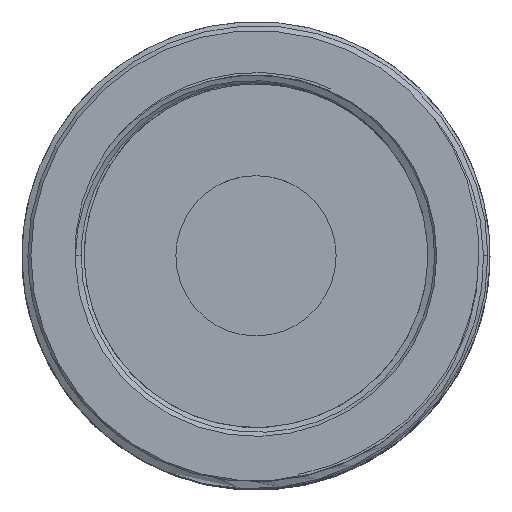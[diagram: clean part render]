
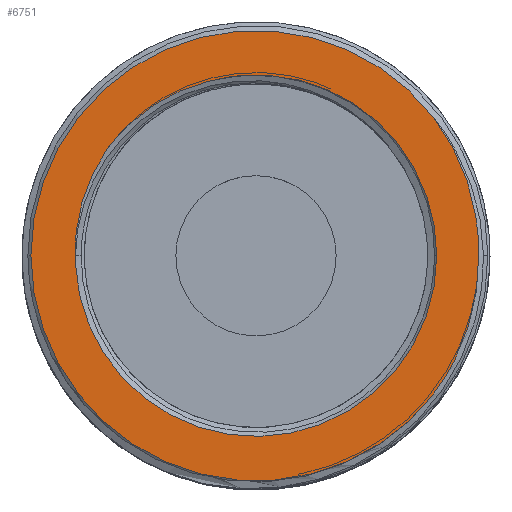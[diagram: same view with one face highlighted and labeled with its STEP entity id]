
A CAD part, top view. The second image highlights one B-rep face of the part: STEP entity #6751.
In plain terms, the highlighted planar face has unit normal (0, 0, 1).
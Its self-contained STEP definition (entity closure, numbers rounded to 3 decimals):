
#1193 = AXIS2_PLACEMENT_3D ( 'NONE', #1201, #1248, #1247 ) ;
#1194 = CIRCLE ( 'NONE', #1193, 10.152 ) ;
#1199 = CARTESIAN_POINT ( 'NONE',  ( -11.222, -0.113, 6.853 ) ) ;
#1201 = CARTESIAN_POINT ( 'NONE',  ( -1.079, 0.325, 6.853 ) ) ;
#1246 = CARTESIAN_POINT ( 'NONE',  ( 9.073, 0.325, 6.853 ) ) ;
#1247 = DIRECTION ( 'NONE',  ( 1., 0., 0. ) ) ;
#1248 = DIRECTION ( 'NONE',  ( 0., 0., -1. ) ) ;
#1283 = CARTESIAN_POINT ( 'NONE',  ( -3.741, 10.121, 6.853 ) ) ;
#1558 = CIRCLE ( 'NONE', #1610, 10.152 ) ;
#1607 = DIRECTION ( 'NONE',  ( 1., 0., 0. ) ) ;
#1608 = DIRECTION ( 'NONE',  ( 0., 0., -1. ) ) ;
#1609 = CARTESIAN_POINT ( 'NONE',  ( -1.079, 0.325, 6.853 ) ) ;
#1610 = AXIS2_PLACEMENT_3D ( 'NONE', #1609, #1608, #1607 ) ;
#1614 = CARTESIAN_POINT ( 'NONE',  ( 8.895, -7.446, 6.853 ) ) ;
#1615 = DIRECTION ( 'NONE',  ( 1., 0., 0. ) ) ;
#1616 = DIRECTION ( 'NONE',  ( 0., 0., 1. ) ) ;
#1617 = CARTESIAN_POINT ( 'NONE',  ( -1.079, 0.325, 6.853 ) ) ;
#1618 = AXIS2_PLACEMENT_3D ( 'NONE', #1617, #1616, #1615 ) ;
#1619 = CIRCLE ( 'NONE', #1618, 12.645 ) ;
#1746 = CARTESIAN_POINT ( 'NONE',  ( 8.895, 8.095, 6.853 ) ) ;
#1799 = DIRECTION ( 'NONE',  ( 1., 0., 0. ) ) ;
#1800 = DIRECTION ( 'NONE',  ( 0., 0., 1. ) ) ;
#1801 = CARTESIAN_POINT ( 'NONE',  ( -1.079, 0.325, 6.853 ) ) ;
#1802 = AXIS2_PLACEMENT_3D ( 'NONE', #1801, #1800, #1799 ) ;
#1803 = CIRCLE ( 'NONE', #1802, 12.645 ) ;
#1805 = CARTESIAN_POINT ( 'NONE',  ( -13.724, 0.325, 6.853 ) ) ;
#2924 = CARTESIAN_POINT ( 'NONE',  ( 8.895, -7.446, 6.853 ) ) ;
#2925 = CARTESIAN_POINT ( 'NONE',  ( 9.31, -6.895, 6.853 ) ) ;
#2926 = CARTESIAN_POINT ( 'NONE',  ( 9.679, -6.312, 6.853 ) ) ;
#2927 = CARTESIAN_POINT ( 'NONE',  ( 10.162, -5.386, 6.853 ) ) ;
#2928 = CARTESIAN_POINT ( 'NONE',  ( 10.311, -5.069, 6.853 ) ) ;
#2929 = CARTESIAN_POINT ( 'NONE',  ( 10.58, -4.429, 6.853 ) ) ;
#2930 = CARTESIAN_POINT ( 'NONE',  ( 10.701, -4.105, 6.853 ) ) ;
#2931 = CARTESIAN_POINT ( 'NONE',  ( 11.022, -3.121, 6.853 ) ) ;
#2932 = CARTESIAN_POINT ( 'NONE',  ( 11.182, -2.45, 6.853 ) ) ;
#2933 = CARTESIAN_POINT ( 'NONE',  ( 11.34, -1.419, 6.853 ) ) ;
#2934 = CARTESIAN_POINT ( 'NONE',  ( 11.378, -1.07, 6.853 ) ) ;
#2935 = CARTESIAN_POINT ( 'NONE',  ( 11.426, -0.374, 6.853 ) ) ;
#2936 = CARTESIAN_POINT ( 'NONE',  ( 11.435, -0.025, 6.853 ) ) ;
#2937 = CARTESIAN_POINT ( 'NONE',  ( 11.43, 0.325, 6.853 ) ) ;
#2941 = B_SPLINE_CURVE_WITH_KNOTS ( 'NONE', 3,
 ( #2937, #2936, #2935, #2934, #2933, #2932, #2931, #2930, #2929, #2928, #2927, #2926, #2925, #2924 ),
 .UNSPECIFIED., .F., .F.,
 ( 4, 2, 2, 2, 2, 2, 4 ),
 ( 0., 0.001, 0.002, 0.004, 0.005, 0.006, 0.008 ),
 .UNSPECIFIED. ) ;
#4285 = FACE_OUTER_BOUND ( 'NONE', #6808, .T. ) ;
#4287 = FACE_BOUND ( 'NONE', #6752, .T. ) ;
#4356 = DIRECTION ( 'NONE',  ( 1., 0., 0. ) ) ;
#4357 = DIRECTION ( 'NONE',  ( 0., 0., 1. ) ) ;
#4358 = CARTESIAN_POINT ( 'NONE',  ( -1.079, 0.325, 6.853 ) ) ;
#4359 = AXIS2_PLACEMENT_3D ( 'NONE', #4358, #4357, #4356 ) ;
#4361 = PLANE ( 'NONE',  #4359 ) ;
#4402 = CARTESIAN_POINT ( 'NONE',  ( 11.43, 0.325, 6.853 ) ) ;
#5140 = CARTESIAN_POINT ( 'NONE',  ( -9.429, 6.333, 6.853 ) ) ;
#5146 = CARTESIAN_POINT ( 'NONE',  ( 11.43, 0.325, 6.853 ) ) ;
#5147 = CARTESIAN_POINT ( 'NONE',  ( 11.44, 1.026, 6.853 ) ) ;
#5148 = CARTESIAN_POINT ( 'NONE',  ( 11.392, 1.717, 6.853 ) ) ;
#5149 = CARTESIAN_POINT ( 'NONE',  ( 11.186, 3.081, 6.853 ) ) ;
#5150 = CARTESIAN_POINT ( 'NONE',  ( 11.027, 3.753, 6.853 ) ) ;
#5151 = CARTESIAN_POINT ( 'NONE',  ( 10.704, 4.746, 6.853 ) ) ;
#5152 = CARTESIAN_POINT ( 'NONE',  ( 10.581, 5.076, 6.853 ) ) ;
#5153 = CARTESIAN_POINT ( 'NONE',  ( 10.311, 5.719, 6.853 ) ) ;
#5154 = CARTESIAN_POINT ( 'NONE',  ( 10.163, 6.033, 6.853 ) ) ;
#5155 = CARTESIAN_POINT ( 'NONE',  ( 9.683, 6.954, 6.853 ) ) ;
#5156 = CARTESIAN_POINT ( 'NONE',  ( 9.314, 7.539, 6.853 ) ) ;
#5157 = CARTESIAN_POINT ( 'NONE',  ( 8.895, 8.095, 6.853 ) ) ;
#5158 = B_SPLINE_CURVE_WITH_KNOTS ( 'NONE', 3,
 ( #5157, #5156, #5155, #5154, #5153, #5152, #5151, #5150, #5149, #5148, #5147, #5146 ),
 .UNSPECIFIED., .F., .F.,
 ( 4, 2, 2, 2, 2, 4 ),
 ( 0.011, 0.013, 0.014, 0.015, 0.017, 0.019 ),
 .UNSPECIFIED. ) ;
#5633 = CARTESIAN_POINT ( 'NONE',  ( -9.429, 6.333, 6.853 ) ) ;
#5634 = CARTESIAN_POINT ( 'NONE',  ( -9.078, 6.801, 6.853 ) ) ;
#5635 = CARTESIAN_POINT ( 'NONE',  ( -8.691, 7.234, 6.853 ) ) ;
#5636 = CARTESIAN_POINT ( 'NONE',  ( -8.06, 7.83, 6.853 ) ) ;
#5637 = CARTESIAN_POINT ( 'NONE',  ( -7.841, 8.021, 6.853 ) ) ;
#5638 = CARTESIAN_POINT ( 'NONE',  ( -7.386, 8.383, 6.853 ) ) ;
#5639 = CARTESIAN_POINT ( 'NONE',  ( -7.149, 8.557, 6.853 ) ) ;
#5640 = CARTESIAN_POINT ( 'NONE',  ( -6.423, 9.041, 6.853 ) ) ;
#5641 = CARTESIAN_POINT ( 'NONE',  ( -5.664, 9.459, 6.853 ) ) ;
#5642 = CARTESIAN_POINT ( 'NONE',  ( -4.855, 9.778, 6.853 ) ) ;
#5643 = CARTESIAN_POINT ( 'NONE',  ( -4.305, 9.967, 6.853 ) ) ;
#5644 = CARTESIAN_POINT ( 'NONE',  ( -4.023, 10.051, 6.853 ) ) ;
#5645 = CARTESIAN_POINT ( 'NONE',  ( -3.741, 10.121, 6.853 ) ) ;
#5651 = B_SPLINE_CURVE_WITH_KNOTS ( 'NONE', 3,
 ( #5645, #5644, #5643, #5642, #5641, #5640, #5639, #5638, #5637, #5636, #5635, #5634, #5633 ),
 .UNSPECIFIED., .F., .F.,
 ( 4, 2, 1, 2, 2, 2, 4 ),
 ( 0.025, 0.025, 0.026, 0.028, 0.029, 0.03, 0.032 ),
 .UNSPECIFIED. ) ;
#5966 = CARTESIAN_POINT ( 'NONE',  ( -11.222, -0.113, 6.853 ) ) ;
#5967 = CARTESIAN_POINT ( 'NONE',  ( -11.257, 0.45, 6.853 ) ) ;
#5968 = CARTESIAN_POINT ( 'NONE',  ( -11.244, 1.015, 6.853 ) ) ;
#5969 = CARTESIAN_POINT ( 'NONE',  ( -11.155, 1.865, 6.853 ) ) ;
#5970 = CARTESIAN_POINT ( 'NONE',  ( -11.113, 2.149, 6.853 ) ) ;
#5971 = CARTESIAN_POINT ( 'NONE',  ( -11.007, 2.707, 6.853 ) ) ;
#5972 = CARTESIAN_POINT ( 'NONE',  ( -10.943, 2.982, 6.853 ) ) ;
#5973 = CARTESIAN_POINT ( 'NONE',  ( -10.716, 3.799, 6.853 ) ) ;
#5974 = CARTESIAN_POINT ( 'NONE',  ( -10.521, 4.33, 6.853 ) ) ;
#5975 = CARTESIAN_POINT ( 'NONE',  ( -10.038, 5.366, 6.853 ) ) ;
#5976 = CARTESIAN_POINT ( 'NONE',  ( -9.754, 5.862, 6.853 ) ) ;
#5977 = CARTESIAN_POINT ( 'NONE',  ( -9.429, 6.333, 6.853 ) ) ;
#5981 = B_SPLINE_CURVE_WITH_KNOTS ( 'NONE', 3,
 ( #5977, #5976, #5975, #5974, #5973, #5972, #5971, #5970, #5969, #5968, #5967, #5966 ),
 .UNSPECIFIED., .F., .F.,
 ( 4, 2, 2, 2, 2, 4 ),
 ( 0., 0.002, 0.003, 0.004, 0.005, 0.007 ),
 .UNSPECIFIED. ) ;
#6598 = VERTEX_POINT ( 'NONE', #1199 ) ;
#6600 = EDGE_CURVE ( 'NONE', #6601, #6598, #1194, .T. ) ;
#6601 = VERTEX_POINT ( 'NONE', #1246 ) ;
#6608 = VERTEX_POINT ( 'NONE', #1283 ) ;
#6659 = EDGE_CURVE ( 'NONE', #6608, #6601, #1558, .T. ) ;
#6668 = EDGE_CURVE ( 'NONE', #6691, #6669, #1619, .T. ) ;
#6669 = VERTEX_POINT ( 'NONE', #1614 ) ;
#6682 = VERTEX_POINT ( 'NONE', #1746 ) ;
#6691 = VERTEX_POINT ( 'NONE', #1805 ) ;
#6693 = EDGE_CURVE ( 'NONE', #6682, #6691, #1803, .T. ) ;
#6708 = EDGE_CURVE ( 'NONE', #6723, #6669, #2941, .T. ) ;
#6723 = VERTEX_POINT ( 'NONE', #4402 ) ;
#6751 = ADVANCED_FACE ( 'NONE', ( #4287, #4285 ), #4361, .T. ) ;
#6752 = EDGE_LOOP ( 'NONE', ( #6803, #6805, #6806, #6807 ) ) ;
#6767 = VERTEX_POINT ( 'NONE', #5140 ) ;
#6780 = EDGE_CURVE ( 'NONE', #6682, #6723, #5158, .T. ) ;
#6803 = ORIENTED_EDGE ( 'NONE', *, *, #6804, .F. ) ;
#6804 = EDGE_CURVE ( 'NONE', #6608, #6767, #5651, .T. ) ;
#6805 = ORIENTED_EDGE ( 'NONE', *, *, #6659, .T. ) ;
#6806 = ORIENTED_EDGE ( 'NONE', *, *, #6600, .T. ) ;
#6807 = ORIENTED_EDGE ( 'NONE', *, *, #6816, .F. ) ;
#6808 = EDGE_LOOP ( 'NONE', ( #6809, #6810, #6811, #6812 ) ) ;
#6809 = ORIENTED_EDGE ( 'NONE', *, *, #6708, .F. ) ;
#6810 = ORIENTED_EDGE ( 'NONE', *, *, #6780, .F. ) ;
#6811 = ORIENTED_EDGE ( 'NONE', *, *, #6693, .T. ) ;
#6812 = ORIENTED_EDGE ( 'NONE', *, *, #6668, .T. ) ;
#6816 = EDGE_CURVE ( 'NONE', #6767, #6598, #5981, .T. ) ;
